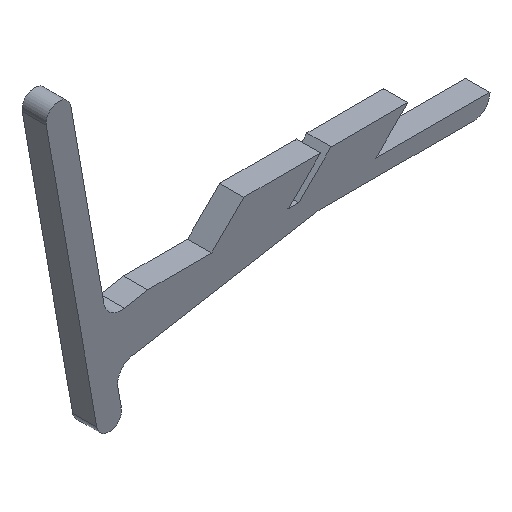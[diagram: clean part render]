
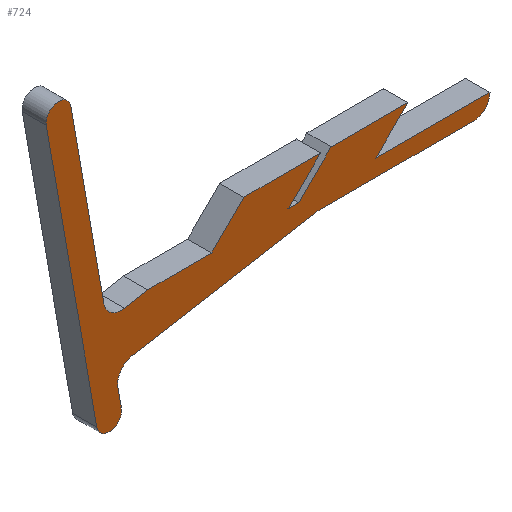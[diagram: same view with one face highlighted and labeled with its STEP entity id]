
A CAD part, isometric view. The second image highlights one B-rep face of the part: STEP entity #724.
In plain terms, the highlighted planar face has unit normal (0, -1, 0).
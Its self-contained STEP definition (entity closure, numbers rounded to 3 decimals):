
#24 = VERTEX_POINT('',#25);
#25 = CARTESIAN_POINT('',(-340.,-5.8,7.75));
#31 = EDGE_CURVE('',#24,#32,#34,.T.);
#32 = VERTEX_POINT('',#33);
#33 = CARTESIAN_POINT('',(-347.75,-5.8,0.));
#34 = LINE('',#35,#36);
#35 = CARTESIAN_POINT('',(-340.,-5.8,7.75));
#36 = VECTOR('',#37,1.);
#37 = DIRECTION('',(-0.707,0.,-0.707)
  );
#62 = EDGE_CURVE('',#24,#63,#65,.T.);
#63 = VERTEX_POINT('',#64);
#64 = CARTESIAN_POINT('',(-321.5,-5.8,7.75));
#65 = LINE('',#66,#67);
#66 = CARTESIAN_POINT('',(-340.,-5.8,7.75));
#67 = VECTOR('',#68,1.);
#68 = DIRECTION('',(1.,0.,0.));
#93 = EDGE_CURVE('',#63,#94,#96,.T.);
#94 = VERTEX_POINT('',#95);
#95 = CARTESIAN_POINT('',(-329.25,-5.8,0.));
#96 = LINE('',#97,#98);
#97 = CARTESIAN_POINT('',(-321.5,-5.8,7.75));
#98 = VECTOR('',#99,1.);
#99 = DIRECTION('',(-0.707,0.,-0.707)
  );
#124 = EDGE_CURVE('',#94,#125,#127,.T.);
#125 = VERTEX_POINT('',#126);
#126 = CARTESIAN_POINT('',(-326.75,-5.8,0.));
#127 = LINE('',#128,#129);
#128 = CARTESIAN_POINT('',(-329.25,-5.8,0.));
#129 = VECTOR('',#130,1.);
#130 = DIRECTION('',(1.,0.,0.));
#155 = EDGE_CURVE('',#125,#156,#158,.T.);
#156 = VERTEX_POINT('',#157);
#157 = CARTESIAN_POINT('',(-319.,-5.8,7.75));
#158 = LINE('',#159,#160);
#159 = CARTESIAN_POINT('',(-326.75,-5.8,0.));
#160 = VECTOR('',#161,1.);
#161 = DIRECTION('',(0.707,0.,0.707));
#186 = EDGE_CURVE('',#156,#187,#189,.T.);
#187 = VERTEX_POINT('',#188);
#188 = CARTESIAN_POINT('',(-300.5,-5.8,7.75));
#189 = LINE('',#190,#191);
#190 = CARTESIAN_POINT('',(-319.,-5.8,7.75));
#191 = VECTOR('',#192,1.);
#192 = DIRECTION('',(1.,0.,0.));
#219 = VERTEX_POINT('',#220);
#220 = CARTESIAN_POINT('',(-308.25,-5.8,0.));
#226 = EDGE_CURVE('',#219,#187,#227,.T.);
#227 = LINE('',#228,#229);
#228 = CARTESIAN_POINT('',(-308.25,-5.8,0.));
#229 = VECTOR('',#230,1.);
#230 = DIRECTION('',(0.707,0.,0.707));
#248 = EDGE_CURVE('',#219,#249,#251,.T.);
#249 = VERTEX_POINT('',#250);
#250 = CARTESIAN_POINT('',(-280.75,-5.8,0.));
#251 = LINE('',#252,#253);
#252 = CARTESIAN_POINT('',(-308.25,-5.8,0.));
#253 = VECTOR('',#254,1.);
#254 = DIRECTION('',(1.,0.,0.));
#279 = EDGE_CURVE('',#249,#280,#282,.T.);
#280 = VERTEX_POINT('',#281);
#281 = CARTESIAN_POINT('',(-280.75,-5.8,-0.001));
#282 = LINE('',#283,#284);
#283 = CARTESIAN_POINT('',(-280.75,-5.8,0.));
#284 = VECTOR('',#285,1.);
#285 = DIRECTION('',(0.,0.,-1.));
#312 = VERTEX_POINT('',#313);
#313 = CARTESIAN_POINT('',(-284.749,-5.8,-4.));
#319 = EDGE_CURVE('',#312,#280,#320,.T.);
#320 = CIRCLE('',#321,3.999);
#321 = AXIS2_PLACEMENT_3D('',#322,#323,#324);
#322 = CARTESIAN_POINT('',(-284.749,-5.8,-0.001));
#323 = DIRECTION('',(0.,-1.,0.));
#324 = DIRECTION('',(1.,0.,0.));
#343 = EDGE_CURVE('',#312,#344,#346,.T.);
#344 = VERTEX_POINT('',#345);
#345 = CARTESIAN_POINT('',(-321.567,-5.8,-4.));
#346 = LINE('',#347,#348);
#347 = CARTESIAN_POINT('',(-284.749,-5.8,-4.));
#348 = VECTOR('',#349,1.);
#349 = DIRECTION('',(-1.,0.,0.));
#374 = EDGE_CURVE('',#344,#375,#377,.T.);
#375 = VERTEX_POINT('',#376);
#376 = CARTESIAN_POINT('',(-323.297,-5.8,-4.151));
#377 = CIRCLE('',#378,9.962);
#378 = AXIS2_PLACEMENT_3D('',#379,#380,#381);
#379 = CARTESIAN_POINT('',(-321.567,-5.8,-13.962));
#380 = DIRECTION('',(0.,-1.,0.));
#381 = DIRECTION('',(1.,0.,0.));
#409 = VERTEX_POINT('',#410);
#410 = CARTESIAN_POINT('',(-366.86,-5.8,-11.833));
#416 = EDGE_CURVE('',#409,#375,#417,.T.);
#417 = LINE('',#418,#419);
#418 = CARTESIAN_POINT('',(-366.86,-5.8,-11.833));
#419 = VECTOR('',#420,1.);
#420 = DIRECTION('',(0.985,0.,0.174));
#438 = EDGE_CURVE('',#409,#439,#441,.T.);
#439 = VERTEX_POINT('',#440);
#440 = CARTESIAN_POINT('',(-370.301,-5.8,-16.748));
#441 = CIRCLE('',#442,4.243);
#442 = AXIS2_PLACEMENT_3D('',#443,#444,#445);
#443 = CARTESIAN_POINT('',(-366.123,-5.8,-16.011));
#444 = DIRECTION('',(0.,-1.,0.));
#445 = DIRECTION('',(1.,0.,0.));
#471 = EDGE_CURVE('',#439,#472,#474,.T.);
#472 = VERTEX_POINT('',#473);
#473 = CARTESIAN_POINT('',(-369.475,-5.8,-21.433));
#474 = LINE('',#475,#476);
#475 = CARTESIAN_POINT('',(-370.301,-5.8,-16.748));
#476 = VECTOR('',#477,1.);
#477 = DIRECTION('',(0.174,0.,-0.985)
  );
#504 = VERTEX_POINT('',#505);
#505 = CARTESIAN_POINT('',(-375.384,-5.8,-22.475));
#511 = EDGE_CURVE('',#504,#472,#512,.T.);
#512 = CIRCLE('',#513,3.);
#513 = AXIS2_PLACEMENT_3D('',#514,#515,#516);
#514 = CARTESIAN_POINT('',(-372.429,-5.8,-21.954));
#515 = DIRECTION('',(0.,-1.,0.));
#516 = DIRECTION('',(1.,0.,0.));
#537 = VERTEX_POINT('',#538);
#538 = CARTESIAN_POINT('',(-387.539,-5.8,46.462));
#544 = EDGE_CURVE('',#537,#504,#545,.T.);
#545 = LINE('',#546,#547);
#546 = CARTESIAN_POINT('',(-387.539,-5.8,46.462));
#547 = VECTOR('',#548,1.);
#548 = DIRECTION('',(0.174,0.,-0.985)
  );
#568 = VERTEX_POINT('',#569);
#569 = CARTESIAN_POINT('',(-381.63,-5.8,47.504));
#575 = EDGE_CURVE('',#568,#537,#576,.T.);
#576 = CIRCLE('',#577,3.);
#577 = AXIS2_PLACEMENT_3D('',#578,#579,#580);
#578 = CARTESIAN_POINT('',(-384.585,-5.8,46.983));
#579 = DIRECTION('',(0.,-1.,0.));
#580 = DIRECTION('',(1.,0.,0.));
#601 = VERTEX_POINT('',#602);
#602 = CARTESIAN_POINT('',(-373.685,-5.8,2.442));
#608 = EDGE_CURVE('',#601,#568,#609,.T.);
#609 = LINE('',#610,#611);
#610 = CARTESIAN_POINT('',(-373.685,-5.8,2.442));
#611 = VECTOR('',#612,1.);
#612 = DIRECTION('',(-0.174,0.,0.985));
#630 = EDGE_CURVE('',#601,#631,#633,.T.);
#631 = VERTEX_POINT('',#632);
#632 = CARTESIAN_POINT('',(-368.77,-5.8,-1.));
#633 = CIRCLE('',#634,4.243);
#634 = AXIS2_PLACEMENT_3D('',#635,#636,#637);
#635 = CARTESIAN_POINT('',(-369.507,-5.8,3.178));
#636 = DIRECTION('',(0.,-1.,0.));
#637 = DIRECTION('',(1.,0.,0.));
#665 = VERTEX_POINT('',#666);
#666 = CARTESIAN_POINT('',(-363.1,-5.8,0.));
#672 = EDGE_CURVE('',#665,#631,#673,.T.);
#673 = LINE('',#674,#675);
#674 = CARTESIAN_POINT('',(-363.1,-5.8,0.));
#675 = VECTOR('',#676,1.);
#676 = DIRECTION('',(-0.985,0.,-0.174
    ));
#724 = ADVANCED_FACE('',(#725),#754,.F.);
#725 = FACE_BOUND('',#726,.F.);
#726 = EDGE_LOOP('',(#727,#733,#734,#735,#736,#737,#738,#739,#740,#741,
    #742,#743,#744,#745,#746,#747,#748,#749,#750,#751,#752,#753));
#727 = ORIENTED_EDGE('',*,*,#728,.T.);
#728 = EDGE_CURVE('',#665,#32,#729,.T.);
#729 = LINE('',#730,#731);
#730 = CARTESIAN_POINT('',(-348.,-5.8,0.));
#731 = VECTOR('',#732,1.);
#732 = DIRECTION('',(1.,0.,0.));
#733 = ORIENTED_EDGE('',*,*,#31,.F.);
#734 = ORIENTED_EDGE('',*,*,#62,.T.);
#735 = ORIENTED_EDGE('',*,*,#93,.T.);
#736 = ORIENTED_EDGE('',*,*,#124,.T.);
#737 = ORIENTED_EDGE('',*,*,#155,.T.);
#738 = ORIENTED_EDGE('',*,*,#186,.T.);
#739 = ORIENTED_EDGE('',*,*,#226,.F.);
#740 = ORIENTED_EDGE('',*,*,#248,.T.);
#741 = ORIENTED_EDGE('',*,*,#279,.T.);
#742 = ORIENTED_EDGE('',*,*,#319,.F.);
#743 = ORIENTED_EDGE('',*,*,#343,.T.);
#744 = ORIENTED_EDGE('',*,*,#374,.T.);
#745 = ORIENTED_EDGE('',*,*,#416,.F.);
#746 = ORIENTED_EDGE('',*,*,#438,.T.);
#747 = ORIENTED_EDGE('',*,*,#471,.T.);
#748 = ORIENTED_EDGE('',*,*,#511,.F.);
#749 = ORIENTED_EDGE('',*,*,#544,.F.);
#750 = ORIENTED_EDGE('',*,*,#575,.F.);
#751 = ORIENTED_EDGE('',*,*,#608,.F.);
#752 = ORIENTED_EDGE('',*,*,#630,.T.);
#753 = ORIENTED_EDGE('',*,*,#672,.F.);
#754 = PLANE('',#755);
#755 = AXIS2_PLACEMENT_3D('',#756,#757,#758);
#756 = CARTESIAN_POINT('',(-345.417,-5.8,5.251));
#757 = DIRECTION('',(0.,1.,0.));
#758 = DIRECTION('',(0.,0.,1.));
